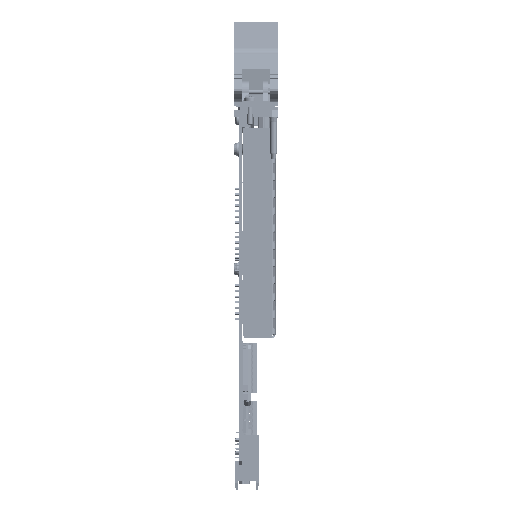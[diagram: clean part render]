
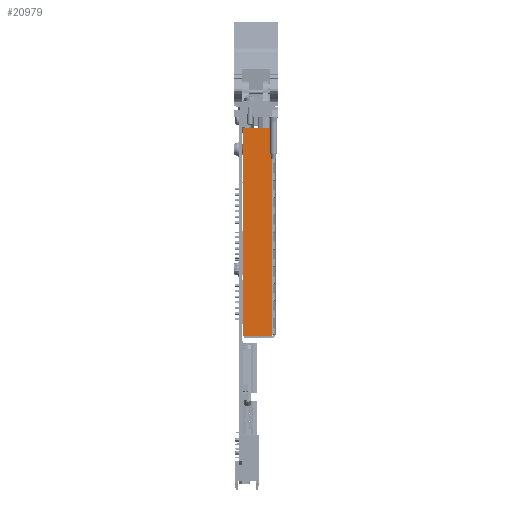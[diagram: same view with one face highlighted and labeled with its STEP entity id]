
A CAD part, front view. The second image highlights one B-rep face of the part: STEP entity #20979.
In plain terms, the highlighted planar face has unit normal (0, -1, 0).
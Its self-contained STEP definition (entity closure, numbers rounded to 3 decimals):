
#20979 = ADVANCED_FACE ( 'NONE', ( #180911 ), #53551, .F. ) ;
#38294 = CARTESIAN_POINT ( 'NONE',  ( -47.63, -34.746, -2.123 ) ) ;
#38310 = CARTESIAN_POINT ( 'NONE',  ( -34.566, -34.746, -95.414 ) ) ;
#38326 = CARTESIAN_POINT ( 'NONE',  ( -34.566, -34.746, -1.623 ) ) ;
#38338 = CARTESIAN_POINT ( 'NONE',  ( -47.63, -34.746, -95.052 ) ) ;
#38342 = CARTESIAN_POINT ( 'NONE',  ( -47.13, -34.746, -1.623 ) ) ;
#38344 = CARTESIAN_POINT ( 'NONE',  ( -34.704, -34.746, -95.552 ) ) ;
#38346 = CARTESIAN_POINT ( 'NONE',  ( -47.13, -34.746, -95.552 ) ) ;
#50437 = CARTESIAN_POINT ( 'NONE',  ( -47.63, -34.746, -96.623 ) ) ;
#50440 = DIRECTION ( 'NONE',  ( -1., 0., 0. ) ) ;
#50444 = DIRECTION ( 'NONE',  ( 0., 0., 1. ) ) ;
#50452 = CARTESIAN_POINT ( 'NONE',  ( -34.566, -34.746, -95.552 ) ) ;
#50455 = CARTESIAN_POINT ( 'NONE',  ( -47.63, -34.746, -1.623 ) ) ;
#50470 = CARTESIAN_POINT ( 'NONE',  ( -41.702, -34.746, -102.55 ) ) ;
#50473 = CARTESIAN_POINT ( 'NONE',  ( -47.13, -34.746, -95.052 ) ) ;
#50476 = DIRECTION ( 'NONE',  ( 0., -1., 0. ) ) ;
#50480 = DIRECTION ( 'NONE',  ( -1., 0., 0. ) ) ;
#50485 = DIRECTION ( 'NONE',  ( -0.707, 0., -0.707 ) ) ;
#50492 = CARTESIAN_POINT ( 'NONE',  ( -34.566, -34.746, -96.623 ) ) ;
#50497 = DIRECTION ( 'NONE',  ( 0., 0., -1. ) ) ;
#50501 = DIRECTION ( 'NONE',  ( 1., 0., 0. ) ) ;
#50521 = CARTESIAN_POINT ( 'NONE',  ( -47.13, -34.746, -2.123 ) ) ;
#50525 = DIRECTION ( 'NONE',  ( 0., -1., 0. ) ) ;
#50528 = DIRECTION ( 'NONE',  ( -1., 0., 0. ) ) ;
#53551 = PLANE ( 'NONE',  #85708 ) ;
#53558 = CARTESIAN_POINT ( 'NONE',  ( -47.63, -34.746, -96.623 ) ) ;
#53559 = DIRECTION ( 'NONE',  ( 0., 1., 0. ) ) ;
#53560 = DIRECTION ( 'NONE',  ( -1., 0., 0. ) ) ;
#85708 = AXIS2_PLACEMENT_3D ( 'NONE', #53558, #53559, #53560 ) ;
#117550 = AXIS2_PLACEMENT_3D ( 'NONE', #50473, #50476, #50480 ) ;
#117556 = AXIS2_PLACEMENT_3D ( 'NONE', #50521, #50525, #50528 ) ;
#128102 = LINE ( 'NONE', #50437, #128103 ) ;
#128103 = VECTOR ( 'NONE', #50444, 1000. ) ;
#128104 = LINE ( 'NONE', #50455, #128120 ) ;
#128106 = LINE ( 'NONE', #50452, #128109 ) ;
#128107 = CIRCLE ( 'NONE', #117550, 0.5 ) ;
#128109 = VECTOR ( 'NONE', #50440, 1000. ) ;
#128111 = LINE ( 'NONE', #50492, #128118 ) ;
#128113 = LINE ( 'NONE', #50470, #128115 ) ;
#128115 = VECTOR ( 'NONE', #50485, 1000. ) ;
#128117 = CIRCLE ( 'NONE', #117556, 0.5 ) ;
#128118 = VECTOR ( 'NONE', #50497, 1000. ) ;
#128120 = VECTOR ( 'NONE', #50501, 1000. ) ;
#151933 = ORIENTED_EDGE ( 'NONE', *, *, #218580, .F. ) ;
#151935 = ORIENTED_EDGE ( 'NONE', *, *, #218586, .T. ) ;
#151938 = ORIENTED_EDGE ( 'NONE', *, *, #218589, .F. ) ;
#151941 = ORIENTED_EDGE ( 'NONE', *, *, #218593, .F. ) ;
#151944 = ORIENTED_EDGE ( 'NONE', *, *, #218596, .F. ) ;
#151946 = ORIENTED_EDGE ( 'NONE', *, *, #218600, .F. ) ;
#151949 = ORIENTED_EDGE ( 'NONE', *, *, #218603, .T. ) ;
#180911 = FACE_OUTER_BOUND ( 'NONE', #253421, .T. ) ;
#216997 = VERTEX_POINT ( 'NONE', #38294 ) ;
#217029 = VERTEX_POINT ( 'NONE', #38310 ) ;
#217061 = VERTEX_POINT ( 'NONE', #38326 ) ;
#217085 = VERTEX_POINT ( 'NONE', #38338 ) ;
#217093 = VERTEX_POINT ( 'NONE', #38342 ) ;
#217097 = VERTEX_POINT ( 'NONE', #38344 ) ;
#217101 = VERTEX_POINT ( 'NONE', #38346 ) ;
#218580 = EDGE_CURVE ( 'NONE', #217085, #216997, #128102, .T. ) ;
#218586 = EDGE_CURVE ( 'NONE', #217085, #217101, #128107, .T. ) ;
#218589 = EDGE_CURVE ( 'NONE', #217097, #217101, #128106, .T. ) ;
#218593 = EDGE_CURVE ( 'NONE', #217029, #217097, #128113, .T. ) ;
#218596 = EDGE_CURVE ( 'NONE', #217061, #217029, #128111, .T. ) ;
#218600 = EDGE_CURVE ( 'NONE', #217093, #217061, #128104, .T. ) ;
#218603 = EDGE_CURVE ( 'NONE', #217093, #216997, #128117, .T. ) ;
#253421 = EDGE_LOOP ( 'NONE', ( #151933, #151935, #151938, #151941, #151944, #151946, #151949 ) ) ;
